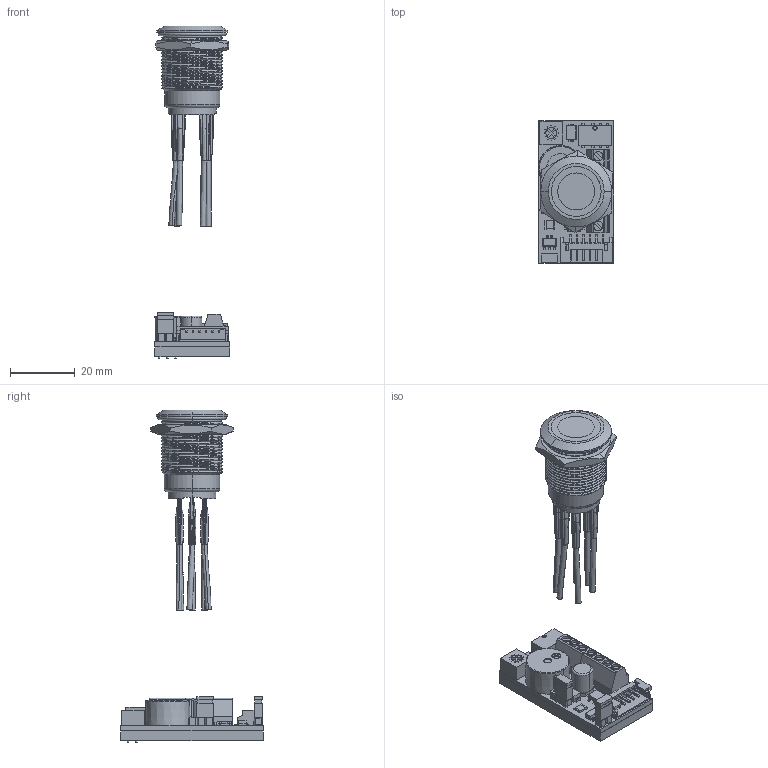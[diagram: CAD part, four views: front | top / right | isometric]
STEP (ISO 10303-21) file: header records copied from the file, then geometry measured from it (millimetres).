
FILE_DESCRIPTION (( 'STEP AP214' ), '1' );
FILE_NAME ('PB19VB_SP.STEP', '2021-07-30T15:11:00', ( '' ), ( '' ), 'SwSTEP 2.0', 'SolidWorks 2020', '' );
FILE_SCHEMA (( 'AUTOMOTIVE_DESIGN' ));
Length unit declared in the file: millimetre
Products named in the file (25): EP0546-DIODE BRIDGE; BP-JOINT_COMPRESSE; EP0543-CMS RELAY 2A; FILS^PB19_6 FILS; PB19VB_SP; PP0356-INSULATING FOAM; EP0539-mkds_1-4-3.5_bk; EP0537-S6B-PH-SM4-TB; DOC0047-INSTRUCTION NOTICE^AS0268-PB19VB_BBL; EP0540-Header 2_54 Vertical 2x; EP0536-PCB; EP0547-CMS CAPACITOR; EP0544-TRANSISTOR T3; BP-BOUTON POUSSOIR INOX_PB19NO+NC_BV; EP0548-JUMPER 5.08; EP0542-POTENTIOMETER; EP0541-Header 2_54 Vertical 3x; EP0545-RESISTOR 2201; EP0538-mkds_1-3-3.5_bk; BP-ECROU; LB0240-LABEL^AS0268-PB19VB_BBL; EP0495-Diod S1G; PCB0070-PCB; EP0370-BUZZER; PB19_PB19NO+NC_BV_6FS
Assembly tree (24 placements, depth 3):
  PB19VB_SP
    PB19_PB19NO+NC_BV_6FS
      BP-BOUTON POUSSOIR INOX_PB19NO+NC_BV
      BP-ECROU
      BP-JOINT_COMPRESSE
      FILS^PB19_6 FILS
    PCB0070-PCB
      EP0536-PCB
      EP0537-S6B-PH-SM4-TB
      EP0538-mkds_1-3-3.5_bk
      EP0539-mkds_1-4-3.5_bk
      EP0370-BUZZER
      EP0540-Header 2_54 Vertical 2x
      EP0541-Header 2_54 Vertical 3x
      EP0542-POTENTIOMETER
      EP0543-CMS RELAY 2A
      EP0495-Diod S1G  x2
      EP0544-TRANSISTOR T3
      EP0545-RESISTOR 2201
      EP0546-DIODE BRIDGE
      EP0547-CMS CAPACITOR
      EP0548-JUMPER 5.08  x2
    PP0356-INSULATING FOAM
  DOC0047-INSTRUCTION NOTICE^AS0268-PB19VB_BBL
  LB0240-LABEL^AS0268-PB19VB_BBL
Bounding box: 23.15 x 44 x 102.4 mm (x, y, z)
Volume: 16398.3 mm3; surface area: 17574.5 mm2
Topology: 50 solids, 50 shells, 1635 faces, 4188 edges, 2728 vertices
Faces by surface type: plane 1116, cylinder 311, bspline 178, torus 12, cone 10, sphere 8
Entity records: 87616 total; most frequent: CARTESIAN_POINT 40251, ORIENTED_EDGE 8048, DIRECTION 7172, EDGE_CURVE 4024, VECTOR 2870, LINE 2870, VERTEX_POINT 2624, AXIS2_PLACEMENT_3D 2151
